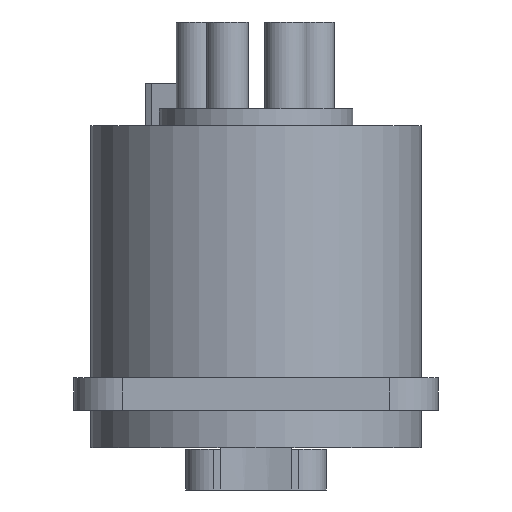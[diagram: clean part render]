
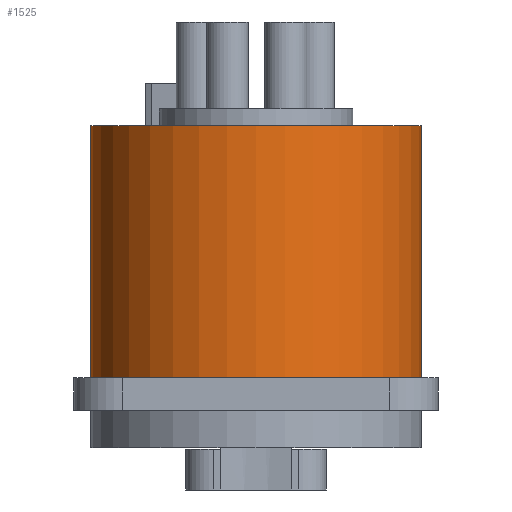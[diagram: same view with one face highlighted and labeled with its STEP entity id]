
A CAD part, front view. The second image highlights one B-rep face of the part: STEP entity #1525.
In plain terms, the highlighted cylindrical face has radius 11.8 mm (diameter 23.6 mm), a partial arc.
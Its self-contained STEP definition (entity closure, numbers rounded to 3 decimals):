
#161=CARTESIAN_POINT('',(0.,0.,2.3));
#162=DIRECTION('',(0.,0.,-1.));
#163=DIRECTION('',(1.,0.,0.));
#164=AXIS2_PLACEMENT_3D('',#161,#162,#163);
#218=DIRECTION('',(0.,0.,-1.));
#219=VECTOR('',#218,18.);
#220=CARTESIAN_POINT('',(-11.8,0.,20.3));
#221=LINE('',#220,#219);
#234=DIRECTION('',(0.,0.,-1.));
#235=VECTOR('',#234,18.);
#236=CARTESIAN_POINT('',(11.8,0.,20.3));
#237=LINE('',#236,#235);
#599=CARTESIAN_POINT('',(0.,0.,20.3));
#600=DIRECTION('',(0.,0.,-1.));
#601=DIRECTION('',(1.,0.,0.));
#602=AXIS2_PLACEMENT_3D('',#599,#600,#601);
#938=CARTESIAN_POINT('',(-11.8,0.,20.3));
#939=CARTESIAN_POINT('',(11.8,0.,20.3));
#940=VERTEX_POINT('',#938);
#941=VERTEX_POINT('',#939);
#950=CARTESIAN_POINT('',(-11.8,0.,2.3));
#951=VERTEX_POINT('',#950);
#952=CARTESIAN_POINT('',(11.8,0.,2.3));
#953=VERTEX_POINT('',#952);
#1513=CARTESIAN_POINT('',(0.,0.,20.3));
#1514=DIRECTION('',(0.,0.,-1.));
#1515=DIRECTION('',(-1.,0.,0.));
#1516=AXIS2_PLACEMENT_3D('',#1513,#1514,#1515);
#1517=CYLINDRICAL_SURFACE('',#1516,11.8);
#1518=ORIENTED_EDGE('',*,*,#1467,.F.);
#1520=ORIENTED_EDGE('',*,*,#1519,.F.);
#1521=ORIENTED_EDGE('',*,*,#1470,.T.);
#1522=ORIENTED_EDGE('',*,*,#1349,.T.);
#1523=EDGE_LOOP('',(#1518,#1520,#1521,#1522));
#1524=FACE_OUTER_BOUND('',#1523,.F.);
#1525=ADVANCED_FACE('',(#1524),#1517,.T.);
#165=CIRCLE('',#164,11.8);
#603=CIRCLE('',#602,11.8);
#1349=EDGE_CURVE('',#953,#951,#165,.T.);
#1467=EDGE_CURVE('',#940,#951,#221,.T.);
#1470=EDGE_CURVE('',#941,#953,#237,.T.);
#1519=EDGE_CURVE('',#941,#940,#603,.T.);
